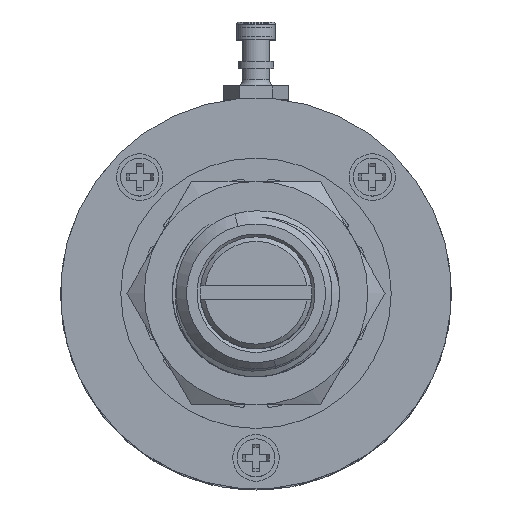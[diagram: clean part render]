
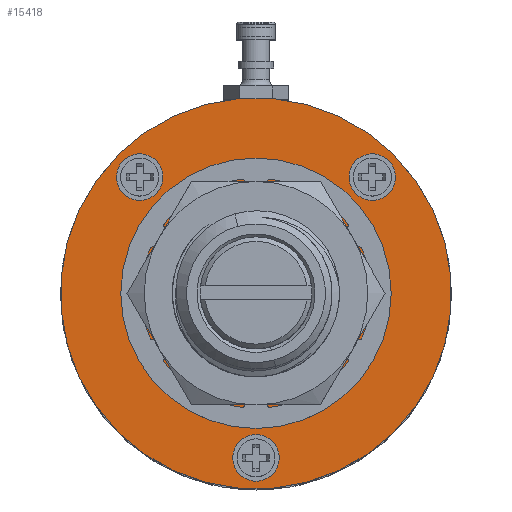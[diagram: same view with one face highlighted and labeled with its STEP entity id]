
A CAD part, top view. The second image highlights one B-rep face of the part: STEP entity #15418.
In plain terms, the highlighted planar face has unit normal (0, 0, 1).
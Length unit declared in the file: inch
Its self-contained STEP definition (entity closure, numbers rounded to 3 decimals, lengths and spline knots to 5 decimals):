
#4794=CARTESIAN_POINT('',(0.,0.,0.069));
#4795=DIRECTION('',(0.,0.,-1.));
#4796=DIRECTION('',(0.259,-0.966,0.));
#4797=AXIS2_PLACEMENT_3D('',#4794,#4795,#4796);
#4799=CARTESIAN_POINT('',(0.,0.,0.069));
#4800=DIRECTION('',(0.,0.,-1.));
#4801=DIRECTION('',(-0.259,0.966,0.));
#4802=AXIS2_PLACEMENT_3D('',#4799,#4800,#4801);
#4804=CARTESIAN_POINT('',(0.,0.,0.069));
#4805=DIRECTION('',(0.,0.,1.));
#4806=DIRECTION('',(0.259,-0.966,0.));
#4807=AXIS2_PLACEMENT_3D('',#4804,#4805,#4806);
#4809=CARTESIAN_POINT('',(0.,0.,0.069));
#4810=DIRECTION('',(0.,0.,1.));
#4811=DIRECTION('',(-0.259,0.966,0.));
#4812=AXIS2_PLACEMENT_3D('',#4809,#4810,#4811);
#4814=CARTESIAN_POINT('',(-0.26022,0.26022,0.069));
#4815=DIRECTION('',(0.,0.,1.));
#4816=DIRECTION('',(0.966,0.259,0.));
#4817=AXIS2_PLACEMENT_3D('',#4814,#4815,#4816);
#4819=CARTESIAN_POINT('',(-0.26022,0.26022,0.069));
#4820=DIRECTION('',(0.,0.,1.));
#4821=DIRECTION('',(-0.966,-0.259,0.));
#4822=AXIS2_PLACEMENT_3D('',#4819,#4820,#4821);
#4824=CARTESIAN_POINT('',(0.26022,0.26022,0.069));
#4825=DIRECTION('',(0.,0.,1.));
#4826=DIRECTION('',(0.966,0.259,0.));
#4827=AXIS2_PLACEMENT_3D('',#4824,#4825,#4826);
#4829=CARTESIAN_POINT('',(0.26022,0.26022,0.069));
#4830=DIRECTION('',(0.,0.,1.));
#4831=DIRECTION('',(-0.966,-0.259,0.));
#4832=AXIS2_PLACEMENT_3D('',#4829,#4830,#4831);
#4834=CARTESIAN_POINT('',(0.,-0.368,0.069));
#4835=DIRECTION('',(0.,0.,1.));
#4836=DIRECTION('',(0.966,0.259,0.));
#4837=AXIS2_PLACEMENT_3D('',#4834,#4835,#4836);
#4839=CARTESIAN_POINT('',(0.,-0.368,0.069));
#4840=DIRECTION('',(0.,0.,1.));
#4841=DIRECTION('',(-0.966,-0.259,0.));
#4842=AXIS2_PLACEMENT_3D('',#4839,#4840,#4841);
#8697=CARTESIAN_POINT('',(-0.06082,0.22699,0.069));
#8698=CARTESIAN_POINT('',(0.06082,-0.22699,0.069));
#8699=VERTEX_POINT('',#8697);
#8700=VERTEX_POINT('',#8698);
#8701=CARTESIAN_POINT('',(-0.20999,0.27367,0.069));
#8702=CARTESIAN_POINT('',(-0.31044,0.24676,0.069));
#8703=VERTEX_POINT('',#8701);
#8704=VERTEX_POINT('',#8702);
#8705=CARTESIAN_POINT('',(0.31044,0.27367,0.069));
#8706=CARTESIAN_POINT('',(0.20999,0.24676,0.069));
#8707=VERTEX_POINT('',#8705);
#8708=VERTEX_POINT('',#8706);
#8709=CARTESIAN_POINT('',(0.05023,-0.35454,0.069));
#8710=CARTESIAN_POINT('',(-0.05023,-0.38146,0.069));
#8711=VERTEX_POINT('',#8709);
#8712=VERTEX_POINT('',#8710);
#8713=CARTESIAN_POINT('',(0.11323,-0.42259,0.069));
#8714=CARTESIAN_POINT('',(-0.11323,0.42259,0.069));
#8715=VERTEX_POINT('',#8713);
#8716=VERTEX_POINT('',#8714);
#15385=CARTESIAN_POINT('',(0.,0.,0.069));
#15386=DIRECTION('',(0.,0.,1.));
#15387=DIRECTION('',(0.259,-0.966,0.));
#15388=AXIS2_PLACEMENT_3D('',#15385,#15386,#15387);
#15389=PLANE('',#15388);
#15391=ORIENTED_EDGE('',*,*,#15390,.T.);
#15393=ORIENTED_EDGE('',*,*,#15392,.T.);
#15394=EDGE_LOOP('',(#15391,#15393));
#15395=FACE_OUTER_BOUND('',#15394,.F.);
#15396=ORIENTED_EDGE('',*,*,#15380,.T.);
#15397=ORIENTED_EDGE('',*,*,#15364,.T.);
#15398=EDGE_LOOP('',(#15396,#15397));
#15399=FACE_BOUND('',#15398,.F.);
#15401=ORIENTED_EDGE('',*,*,#15400,.T.);
#15403=ORIENTED_EDGE('',*,*,#15402,.T.);
#15404=EDGE_LOOP('',(#15401,#15403));
#15405=FACE_BOUND('',#15404,.F.);
#15407=ORIENTED_EDGE('',*,*,#15406,.T.);
#15409=ORIENTED_EDGE('',*,*,#15408,.T.);
#15410=EDGE_LOOP('',(#15407,#15409));
#15411=FACE_BOUND('',#15410,.F.);
#15413=ORIENTED_EDGE('',*,*,#15412,.T.);
#15415=ORIENTED_EDGE('',*,*,#15414,.T.);
#15416=EDGE_LOOP('',(#15413,#15415));
#15417=FACE_BOUND('',#15416,.F.);
#15418=ADVANCED_FACE('',(#15395,#15399,#15405,#15411,#15417),#15389,.T.);
#4798=CIRCLE('',#4797,0.4375);
#4803=CIRCLE('',#4802,0.4375);
#4808=CIRCLE('',#4807,0.235);
#4813=CIRCLE('',#4812,0.235);
#4818=CIRCLE('',#4817,0.052);
#4823=CIRCLE('',#4822,0.052);
#4828=CIRCLE('',#4827,0.052);
#4833=CIRCLE('',#4832,0.052);
#4838=CIRCLE('',#4837,0.052);
#4843=CIRCLE('',#4842,0.052);
#15364=EDGE_CURVE('',#8699,#8700,#4813,.T.);
#15380=EDGE_CURVE('',#8700,#8699,#4808,.T.);
#15390=EDGE_CURVE('',#8715,#8716,#4798,.T.);
#15392=EDGE_CURVE('',#8716,#8715,#4803,.T.);
#15400=EDGE_CURVE('',#8703,#8704,#4818,.T.);
#15402=EDGE_CURVE('',#8704,#8703,#4823,.T.);
#15406=EDGE_CURVE('',#8707,#8708,#4828,.T.);
#15408=EDGE_CURVE('',#8708,#8707,#4833,.T.);
#15412=EDGE_CURVE('',#8711,#8712,#4838,.T.);
#15414=EDGE_CURVE('',#8712,#8711,#4843,.T.);
